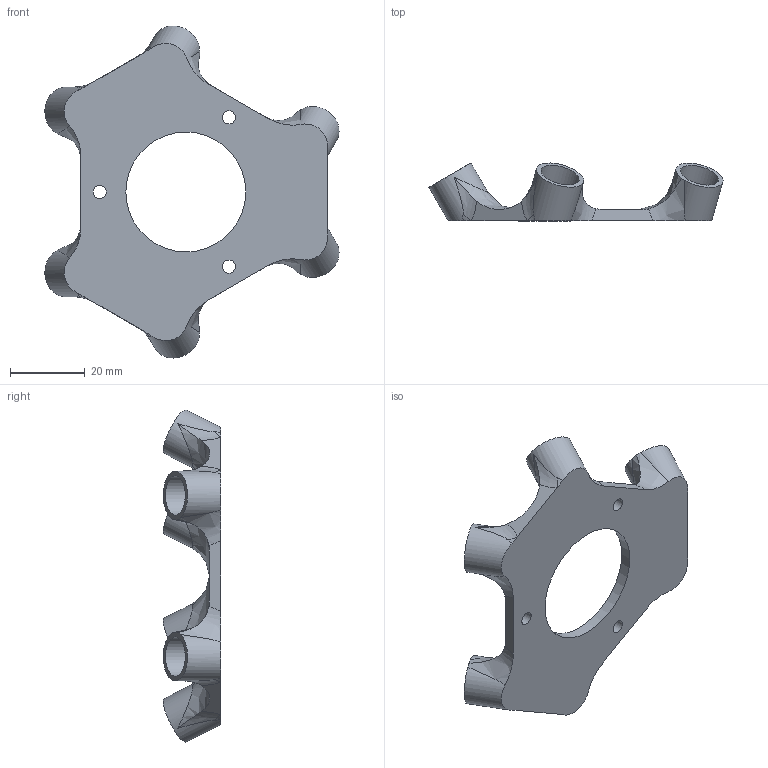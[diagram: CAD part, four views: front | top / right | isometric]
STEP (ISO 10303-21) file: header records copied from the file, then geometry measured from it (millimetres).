
FILE_DESCRIPTION(/* description */ (''),/* implementation_level */ '2;1');
FILE_NAME(/* name */ '000 magnetic effector.stp',/* time_stamp */ '2019-03-21T21:44:40+01:00',/* author */ ('MacNite'),/* organization */ (''),/* preprocessor_version */ 'ST-DEVELOPER v17.2',/* originating_system */ 'Autodesk Inventor 2019',/* authorisation */ '');
FILE_SCHEMA (('AUTOMOTIVE_DESIGN { 1 0 10303 214 3 1 1 }'));
Length unit declared in the file: millimetre
Products named in the file (1): magnetic effector
Bounding box: 78.53 x 15.37 x 88.64 mm (x, y, z)
Volume: 14432.9 mm3; surface area: 11144.1 mm2
Topology: 1 solids, 1 shells, 59 faces, 173 edges, 122 vertices
Faces by surface type: plane 23, bspline 20, cylinder 16
Full cylindrical faces by diameter (mm): 3.5 x3, 10.5 x6, 32 x1
Entity records: 2868 total; most frequent: CARTESIAN_POINT 1351, ORIENTED_EDGE 346, DIRECTION 258, EDGE_CURVE 173, VERTEX_POINT 122, AXIS2_PLACEMENT_3D 116, EDGE_LOOP 73, B_SPLINE_CURVE_WITH_KNOTS 71
